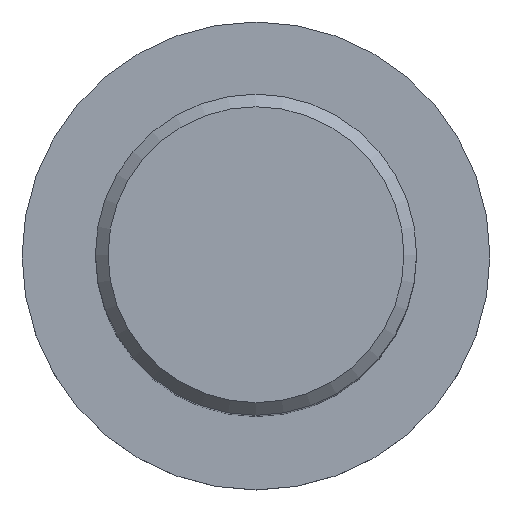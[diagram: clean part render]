
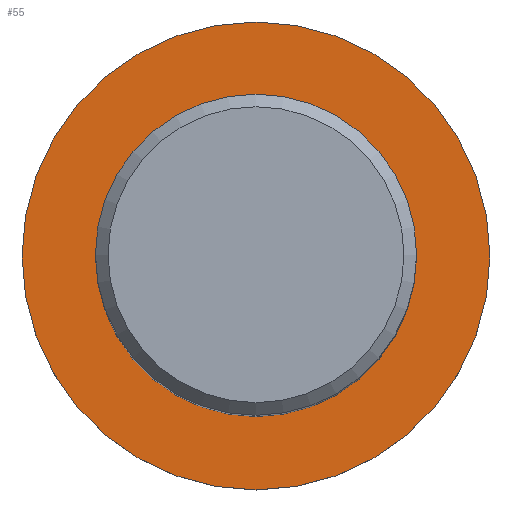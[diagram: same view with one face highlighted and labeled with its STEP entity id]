
A CAD part, top view. The second image highlights one B-rep face of the part: STEP entity #55.
In plain terms, the highlighted planar face has unit normal (0, 0, 1).
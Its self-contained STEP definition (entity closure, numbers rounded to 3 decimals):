
#50=PLANE('',#197);
#55=ADVANCED_FACE('',(#70,#71),#50,.T.);
#70=FACE_BOUND('',#86,.T.);
#71=FACE_BOUND('',#87,.T.);
#86=EDGE_LOOP('',(#104));
#87=EDGE_LOOP('',(#105));
#104=ORIENTED_EDGE('',*,*,#132,.T.);
#105=ORIENTED_EDGE('',*,*,#133,.F.);
#122=VERTEX_POINT('',#286);
#123=VERTEX_POINT('',#288);
#132=EDGE_CURVE('',#122,#122,#141,.T.);
#133=EDGE_CURVE('',#123,#123,#142,.T.);
#141=CIRCLE('',#195,12.7);
#142=CIRCLE('',#196,18.5);
#195=AXIS2_PLACEMENT_3D('',#285,#226,#227);
#196=AXIS2_PLACEMENT_3D('',#287,#228,#229);
#197=AXIS2_PLACEMENT_3D('',#289,#230,#231);
#226=DIRECTION('',(0.,0.,-1.));
#227=DIRECTION('',(-1.,0.,0.));
#228=DIRECTION('',(0.,0.,-1.));
#229=DIRECTION('',(-1.,0.,0.));
#230=DIRECTION('',(0.,0.,1.));
#231=DIRECTION('',(1.,0.,0.));
#285=CARTESIAN_POINT('',(0.,0.,-57.1));
#286=CARTESIAN_POINT('',(-12.7,0.,-57.1));
#287=CARTESIAN_POINT('',(0.,0.,-57.1));
#288=CARTESIAN_POINT('',(-18.5,0.,-57.1));
#289=CARTESIAN_POINT('',(-18.5,0.,-57.1));
